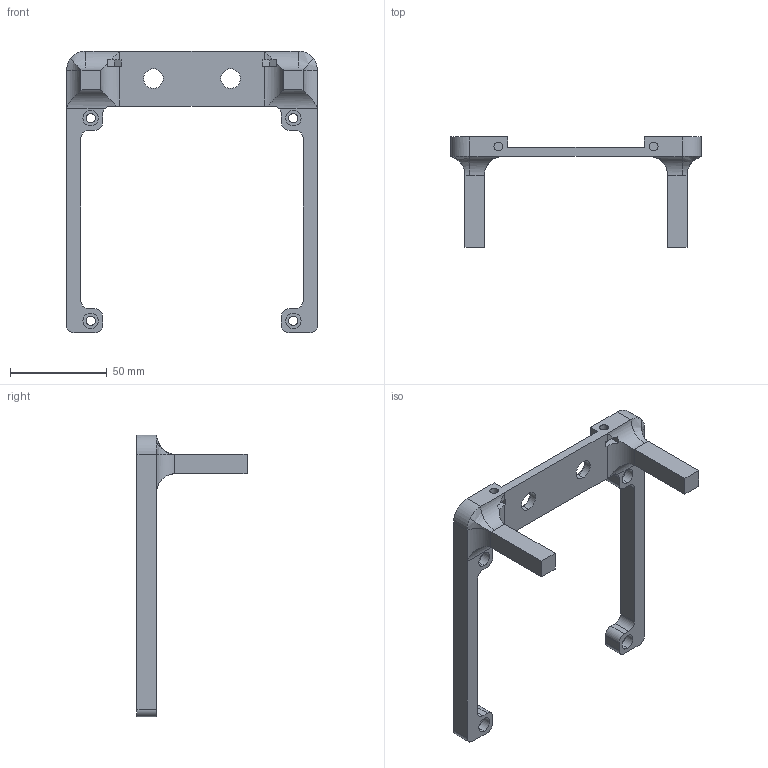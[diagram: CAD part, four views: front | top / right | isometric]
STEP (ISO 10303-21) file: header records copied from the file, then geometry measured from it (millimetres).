
FILE_DESCRIPTION (( 'STEP AP203' ), '1' );
FILE_NAME ('Middle.step', '2019-02-16T17:58:46', ( '' ), ( '' ), 'SwSTEP 2.0', 'SolidWorks 2018', '' );
FILE_SCHEMA (( 'CONFIG_CONTROL_DESIGN' ));
Length unit declared in the file: millimetre
Products named in the file (1): Middle
Bounding box: 130 x 57 x 146 mm (x, y, z)
Volume: 58203.5 mm3; surface area: 24147.6 mm2
Topology: 1 solids, 1 shells, 114 faces, 304 edges, 198 vertices
Faces by surface type: cylinder 54, plane 52, torus 4, bspline 4
Entity records: 3927 total; most frequent: CARTESIAN_POINT 929, DIRECTION 618, ORIENTED_EDGE 608, EDGE_CURVE 304, AXIS2_PLACEMENT_3D 223, VERTEX_POINT 198, VECTOR 172, LINE 172
